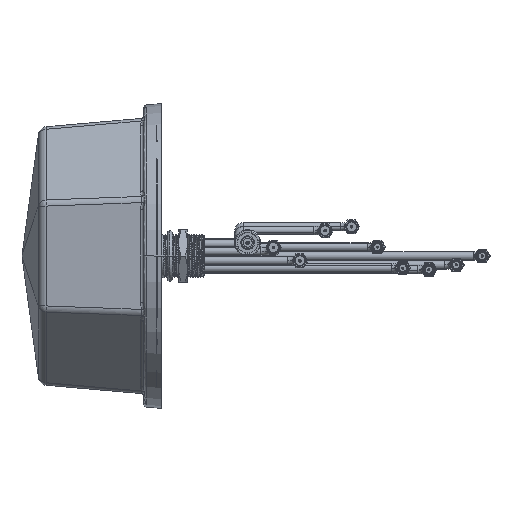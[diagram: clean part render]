
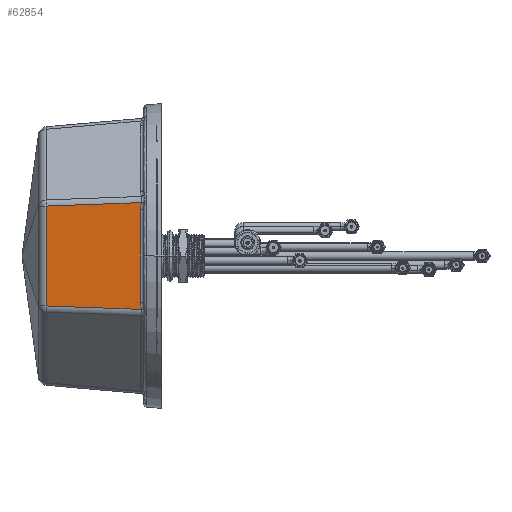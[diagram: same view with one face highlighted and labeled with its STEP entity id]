
A CAD part, left-side view. The second image highlights one B-rep face of the part: STEP entity #62854.
In plain terms, the highlighted planar face has unit normal (-0.996, 0.087, 0).
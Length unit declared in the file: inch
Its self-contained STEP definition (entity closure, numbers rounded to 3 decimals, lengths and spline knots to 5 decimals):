
#5784 = CARTESIAN_POINT ( 'NONE',  ( -3.11002, 0.45504, -1.20698 ) ) ;
#6181 = CARTESIAN_POINT ( 'NONE',  ( -3.10921, 0.46434, -1.10925 ) ) ;
#6333 = PLANE ( 'NONE',  #27967 ) ;
#6439 = CARTESIAN_POINT ( 'NONE',  ( -3.11002, 0.45504, 1.20698 ) ) ;
#7433 = CARTESIAN_POINT ( 'NONE',  ( -3.10955, 0.46039, 1.16441 ) ) ;
#8926 = CARTESIAN_POINT ( 'NONE',  ( -3.1091, 0.46562, 1.05094 ) ) ;
#8944 = EDGE_CURVE ( 'NONE', #29791, #42596, #82600, .T. ) ;
#12240 = ORIENTED_EDGE ( 'NONE', *, *, #73273, .F. ) ;
#14603 = ORIENTED_EDGE ( 'NONE', *, *, #8944, .F. ) ;
#15676 = CARTESIAN_POINT ( 'NONE',  ( -3.1091, 0.46562, -1.06804 ) ) ;
#15712 = DIRECTION ( 'NONE',  ( 0., 0., -1. ) ) ;
#17537 = CARTESIAN_POINT ( 'NONE',  ( -3.10942, 0.46192, 1.14737 ) ) ;
#17996 = EDGE_CURVE ( 'NONE', #75001, #42596, #23306, .T. ) ;
#20219 = ORIENTED_EDGE ( 'NONE', *, *, #70534, .F. ) ;
#21051 = DIRECTION ( 'NONE',  ( 0., 0., -1. ) ) ;
#22137 = CARTESIAN_POINT ( 'NONE',  ( -3.10974, 0.45831, 1.1838 ) ) ;
#23283 = CARTESIAN_POINT ( 'NONE',  ( -3.10931, 0.46317, -1.13013 ) ) ;
#23306 = LINE ( 'NONE', #46153, #51106 ) ;
#23482 = DIRECTION ( 'NONE',  ( 0., 0., 1. ) ) ;
#23785 = CARTESIAN_POINT ( 'NONE',  ( -3.10931, 0.46322, -1.12939 ) ) ;
#24596 = EDGE_CURVE ( 'NONE', #75001, #94917, #46338, .T. ) ;
#27070 = CARTESIAN_POINT ( 'NONE',  ( -2.92351, 2.59901, 1.12972 ) ) ;
#27094 = CARTESIAN_POINT ( 'NONE',  ( -2.92351, 2.59901, -1.12972 ) ) ;
#27967 = AXIS2_PLACEMENT_3D ( 'NONE', #98567, #89995, #21051 ) ;
#28594 = VECTOR ( 'NONE', #15712, 39.37008 ) ;
#29709 = CARTESIAN_POINT ( 'NONE',  ( -3.1091, 0.46562, -1.05094 ) ) ;
#29791 = VERTEX_POINT ( 'NONE', #29709 ) ;
#30882 = CARTESIAN_POINT ( 'NONE',  ( -3.1093, 0.46329, -1.12834 ) ) ;
#31265 = CARTESIAN_POINT ( 'NONE',  ( -3.10931, 0.46319, 1.1299 ) ) ;
#31398 = CARTESIAN_POINT ( 'NONE',  ( -3.10927, 0.46369, -1.12179 ) ) ;
#31594 = B_SPLINE_CURVE_WITH_KNOTS ( 'NONE', 3,
 ( #50937, #66076, #36186, #27070 ),
 .UNSPECIFIED., .F., .F.,
 ( 4, 4 ),
 ( 0., 1. ),
 .UNSPECIFIED. ) ;
#32255 = CARTESIAN_POINT ( 'NONE',  ( -3.10933, 0.46301, 1.13264 ) ) ;
#32424 = LINE ( 'NONE', #94254, #28594 ) ;
#33991 = ORIENTED_EDGE ( 'NONE', *, *, #58317, .T. ) ;
#36186 = CARTESIAN_POINT ( 'NONE',  ( -2.98568, 1.88435, 1.15548 ) ) ;
#37123 = CARTESIAN_POINT ( 'NONE',  ( -3.10929, 0.46342, -1.12621 ) ) ;
#37650 = ORIENTED_EDGE ( 'NONE', *, *, #24596, .F. ) ;
#42099 = CARTESIAN_POINT ( 'NONE',  ( -3.1091, 0.46562, 1.05094 ) ) ;
#42134 = VECTOR ( 'NONE', #23482, 39.37008 ) ;
#42596 = VERTEX_POINT ( 'NONE', #5784 ) ;
#46153 = CARTESIAN_POINT ( 'NONE',  ( -2.92351, 2.59901, -1.12972 ) ) ;
#46338 = LINE ( 'NONE', #69615, #42134 ) ;
#46635 = CARTESIAN_POINT ( 'NONE',  ( -3.10931, 0.46317, -1.13019 ) ) ;
#48024 = CARTESIAN_POINT ( 'NONE',  ( -3.10932, 0.46311, 1.13104 ) ) ;
#49685 = ORIENTED_EDGE ( 'NONE', *, *, #17996, .T. ) ;
#50937 = CARTESIAN_POINT ( 'NONE',  ( -3.11002, 0.45504, 1.20698 ) ) ;
#51106 = VECTOR ( 'NONE', #70940, 39.37008 ) ;
#55119 = CARTESIAN_POINT ( 'NONE',  ( -3.10931, 0.46321, 1.12958 ) ) ;
#55612 = CARTESIAN_POINT ( 'NONE',  ( -3.10939, 0.46234, 1.1421 ) ) ;
#58317 = EDGE_CURVE ( 'NONE', #77232, #94917, #31594, .T. ) ;
#59103 = FACE_OUTER_BOUND ( 'NONE', #84832, .T. ) ;
#60688 = CARTESIAN_POINT ( 'NONE',  ( -3.10987, 0.45674, 1.19584 ) ) ;
#61834 = CARTESIAN_POINT ( 'NONE',  ( -3.10913, 0.4653, -1.08323 ) ) ;
#62817 = CARTESIAN_POINT ( 'NONE',  ( -3.10925, 0.46391, -1.11773 ) ) ;
#62854 = ADVANCED_FACE ( 'NONE', ( #59103 ), #6333, .F. ) ;
#66076 = CARTESIAN_POINT ( 'NONE',  ( -3.04785, 1.1697, 1.18123 ) ) ;
#69615 = CARTESIAN_POINT ( 'NONE',  ( -2.92351, 2.59901, -1.12972 ) ) ;
#70534 = EDGE_CURVE ( 'NONE', #77232, #75828, #91910, .T. ) ;
#70940 = DIRECTION ( 'NONE',  ( -0.087, -0.996, -0.036 ) ) ;
#71283 = CARTESIAN_POINT ( 'NONE',  ( -3.1095, 0.46103, 1.15773 ) ) ;
#71413 = CARTESIAN_POINT ( 'NONE',  ( -3.1091, 0.46562, -1.05094 ) ) ;
#73273 = EDGE_CURVE ( 'NONE', #75828, #29791, #32424, .T. ) ;
#75001 = VERTEX_POINT ( 'NONE', #27094 ) ;
#75828 = VERTEX_POINT ( 'NONE', #42099 ) ;
#77232 = VERTEX_POINT ( 'NONE', #80395 ) ;
#77539 = CARTESIAN_POINT ( 'NONE',  ( -3.10948, 0.46127, -1.15942 ) ) ;
#78919 = CARTESIAN_POINT ( 'NONE',  ( -3.1092, 0.46441, 1.11084 ) ) ;
#80395 = CARTESIAN_POINT ( 'NONE',  ( -3.11002, 0.45504, 1.20698 ) ) ;
#82600 = B_SPLINE_CURVE_WITH_KNOTS ( 'NONE', 3,
 ( #71413, #15676, #61834, #83262, #6181, #62817, #31398, #37123, #30882, #23785, #92723, #23283, #46635, #77539, #93717, #93230 ),
 .UNSPECIFIED., .F., .F.,
 ( 4, 2, 2, 1, 1, 1, 1, 2, 2, 4 ),
 ( 0., 0.25, 0.375, 0.4375, 0.46875, 0.48438, 0.49219, 0.49609, 0.5, 1. ),
 .UNSPECIFIED. ) ;
#82984 = CARTESIAN_POINT ( 'NONE',  ( -2.92351, 2.59901, 1.12972 ) ) ;
#83262 = CARTESIAN_POINT ( 'NONE',  ( -3.10919, 0.46461, -1.10311 ) ) ;
#84832 = EDGE_LOOP ( 'NONE', ( #33991, #37650, #49685, #14603, #12240, #20219 ) ) ;
#86992 = CARTESIAN_POINT ( 'NONE',  ( -3.1091, 0.46562, 1.08465 ) ) ;
#87495 = CARTESIAN_POINT ( 'NONE',  ( -3.10931, 0.46316, 1.13036 ) ) ;
#89995 = DIRECTION ( 'NONE',  ( 0.996, -0.087, 0. ) ) ;
#91910 = B_SPLINE_CURVE_WITH_KNOTS ( 'NONE', 3,
 ( #6439, #60688, #22137, #7433, #71283, #17537, #55612, #94586, #32255, #48024, #87495, #31265, #55119, #78919, #86992, #8926 ),
 .UNSPECIFIED., .F., .F.,
 ( 4, 2, 2, 1, 1, 1, 1, 2, 2, 4 ),
 ( 0., 0.25, 0.375, 0.4375, 0.46875, 0.48438, 0.49219, 0.49609, 0.5, 1. ),
 .UNSPECIFIED. ) ;
#92723 = CARTESIAN_POINT ( 'NONE',  ( -3.10931, 0.46319, -1.12983 ) ) ;
#93230 = CARTESIAN_POINT ( 'NONE',  ( -3.11002, 0.45504, -1.20698 ) ) ;
#93717 = CARTESIAN_POINT ( 'NONE',  ( -3.10973, 0.4584, -1.18496 ) ) ;
#94254 = CARTESIAN_POINT ( 'NONE',  ( -3.1091, 0.46562, 1.05094 ) ) ;
#94586 = CARTESIAN_POINT ( 'NONE',  ( -3.10935, 0.46279, 1.13582 ) ) ;
#94917 = VERTEX_POINT ( 'NONE', #82984 ) ;
#98567 = CARTESIAN_POINT ( 'NONE',  ( -3.14961, 0., 1.5748 ) ) ;
